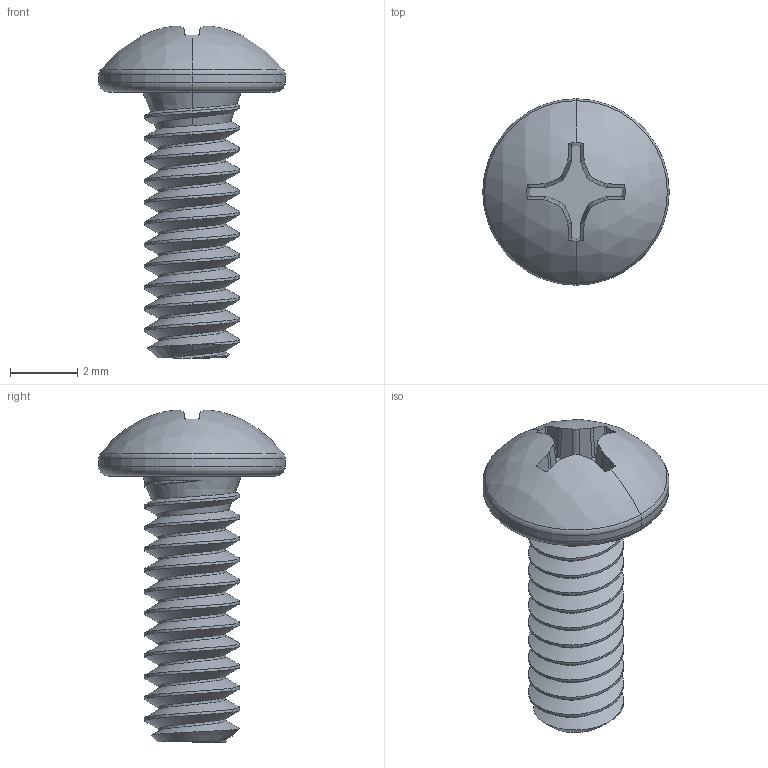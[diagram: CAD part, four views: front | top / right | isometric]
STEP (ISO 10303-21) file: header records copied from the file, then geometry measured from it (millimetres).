
FILE_DESCRIPTION (( 'STEP AP203' ), '1' );
FILE_NAME ('91772A107_Passivated 18-8 Stainless Steel Pan Head Phillips Screw.STEP', '2022-12-02T19:26:21', ( 'Administrator' ), ( 'Managed by Terraform' ), 'SwSTEP 2.0', 'SolidWorks 2017', '' );
FILE_SCHEMA (( 'CONFIG_CONTROL_DESIGN' ));
Length unit declared in the file: inch
Products named in the file (1): 91772A107_Passivated 18-8 Stainless Steel Pan Head Phillips Screw
Bounding box: 5.56 x 5.56 x 9.91 mm (x, y, z)
Volume: 68 mm3; surface area: 172.6 mm2
Topology: 1 solids, 1 shells, 97 faces, 265 edges, 172 vertices
Faces by surface type: cylinder 40, plane 20, cone 18, bspline 11, torus 6, sphere 2
Entity records: 4968 total; most frequent: CARTESIAN_POINT 2730, ORIENTED_EDGE 530, DIRECTION 376, EDGE_CURVE 265, VERTEX_POINT 172, AXIS2_PLACEMENT_3D 148, EDGE_LOOP 99, ADVANCED_FACE 97
